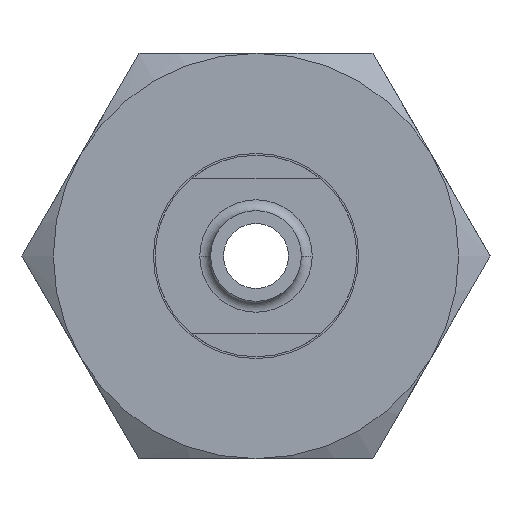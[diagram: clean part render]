
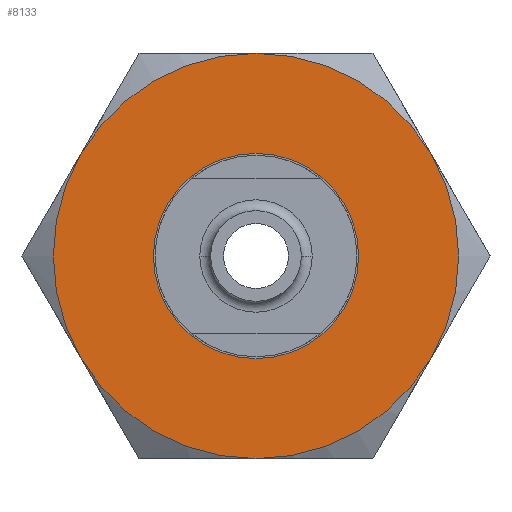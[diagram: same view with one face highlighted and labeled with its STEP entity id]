
A CAD part, left-side view. The second image highlights one B-rep face of the part: STEP entity #8133.
In plain terms, the highlighted planar face has unit normal (-1, 0, 0).
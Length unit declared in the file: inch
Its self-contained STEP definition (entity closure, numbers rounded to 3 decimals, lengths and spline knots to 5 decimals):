
#243 = ORIENTED_EDGE ( 'NONE', *, *, #1923, .F. ) ;
#686 = CIRCLE ( 'NONE', #10056, 0.5625 ) ;
#986 = CARTESIAN_POINT ( 'NONE',  ( -0.9445, 0., 0. ) ) ;
#1229 = DIRECTION ( 'NONE',  ( -1., 0., 0. ) ) ;
#1291 = EDGE_CURVE ( 'NONE', #9266, #9907, #7045, .T. ) ;
#1540 = ORIENTED_EDGE ( 'NONE', *, *, #1291, .F. ) ;
#1923 = EDGE_CURVE ( 'NONE', #12908, #9707, #686, .T. ) ;
#2045 = DIRECTION ( 'NONE',  ( 1., 0., 0. ) ) ;
#2492 = CARTESIAN_POINT ( 'NONE',  ( -0.9445, 0., 0. ) ) ;
#2929 = EDGE_CURVE ( 'NONE', #11576, #9266, #10411, .T. ) ;
#3159 = VERTEX_POINT ( 'NONE', #4714 ) ;
#3240 = AXIS2_PLACEMENT_3D ( 'NONE', #7134, #12432, #5954 ) ;
#3301 = EDGE_CURVE ( 'NONE', #9907, #12908, #5462, .T. ) ;
#3503 = CARTESIAN_POINT ( 'NONE',  ( -0.9445, 0., 0.28475 ) ) ;
#3515 = CARTESIAN_POINT ( 'NONE',  ( -0.9445, 0., -0.5625 ) ) ;
#3583 = CARTESIAN_POINT ( 'NONE',  ( -0.9445, 0., 0. ) ) ;
#3902 = CARTESIAN_POINT ( 'NONE',  ( -0.9445, 0., 0.5625 ) ) ;
#3994 = ORIENTED_EDGE ( 'NONE', *, *, #3301, .F. ) ;
#4008 = EDGE_LOOP ( 'NONE', ( #9832, #243, #3994, #1540, #13595, #11592 ) ) ;
#4072 = DIRECTION ( 'NONE',  ( 0., 0., -1. ) ) ;
#4156 = PLANE ( 'NONE',  #12974 ) ;
#4425 = DIRECTION ( 'NONE',  ( 0., 0., -1. ) ) ;
#4597 = FACE_OUTER_BOUND ( 'NONE', #4008, .T. ) ;
#4714 = CARTESIAN_POINT ( 'NONE',  ( -0.9445, 0., -0.28475 ) ) ;
#4944 = DIRECTION ( 'NONE',  ( 0., 0., -1. ) ) ;
#5115 = AXIS2_PLACEMENT_3D ( 'NONE', #6058, #6003, #4944 ) ;
#5130 = DIRECTION ( 'NONE',  ( 1., 0., 0. ) ) ;
#5158 = DIRECTION ( 'NONE',  ( 0., 0., -1. ) ) ;
#5462 = CIRCLE ( 'NONE', #7792, 0.5625 ) ;
#5479 = DIRECTION ( 'NONE',  ( 1., 0., 0. ) ) ;
#5480 = CARTESIAN_POINT ( 'NONE',  ( -0.9445, 0.48714, -0.28125 ) ) ;
#5713 = DIRECTION ( 'NONE',  ( 0., 0., -1. ) ) ;
#5875 = CIRCLE ( 'NONE', #10260, 0.5625 ) ;
#5954 = DIRECTION ( 'NONE',  ( 0., 0., -1. ) ) ;
#5976 = VERTEX_POINT ( 'NONE', #5480 ) ;
#6003 = DIRECTION ( 'NONE',  ( 1., 0., 0. ) ) ;
#6058 = CARTESIAN_POINT ( 'NONE',  ( -0.9445, 0., 0. ) ) ;
#6090 = AXIS2_PLACEMENT_3D ( 'NONE', #3583, #11021, #7868 ) ;
#6135 = EDGE_CURVE ( 'NONE', #9707, #5976, #11566, .T. ) ;
#6232 = DIRECTION ( 'NONE',  ( 1., 0., 0. ) ) ;
#6527 = AXIS2_PLACEMENT_3D ( 'NONE', #9582, #2045, #12675 ) ;
#6844 = EDGE_CURVE ( 'NONE', #10668, #3159, #13239, .T. ) ;
#7045 = CIRCLE ( 'NONE', #6527, 0.5625 ) ;
#7134 = CARTESIAN_POINT ( 'NONE',  ( -0.9445, 0., 0. ) ) ;
#7436 = CARTESIAN_POINT ( 'NONE',  ( -0.9445, 0., 0. ) ) ;
#7736 = CIRCLE ( 'NONE', #6090, 0.28475 ) ;
#7792 = AXIS2_PLACEMENT_3D ( 'NONE', #986, #6232, #5158 ) ;
#7868 = DIRECTION ( 'NONE',  ( 0., 0., -1. ) ) ;
#8133 = ADVANCED_FACE ( 'NONE', ( #10200, #4597 ), #4156, .T. ) ;
#8247 = EDGE_CURVE ( 'NONE', #3159, #10668, #7736, .T. ) ;
#9000 = ORIENTED_EDGE ( 'NONE', *, *, #6844, .T. ) ;
#9266 = VERTEX_POINT ( 'NONE', #3902 ) ;
#9582 = CARTESIAN_POINT ( 'NONE',  ( -0.9445, 0., 0. ) ) ;
#9584 = EDGE_CURVE ( 'NONE', #5976, #11576, #5875, .T. ) ;
#9645 = EDGE_LOOP ( 'NONE', ( #10138, #9000 ) ) ;
#9707 = VERTEX_POINT ( 'NONE', #3515 ) ;
#9832 = ORIENTED_EDGE ( 'NONE', *, *, #6135, .F. ) ;
#9907 = VERTEX_POINT ( 'NONE', #10254 ) ;
#9970 = DIRECTION ( 'NONE',  ( 1., 0., 0. ) ) ;
#10056 = AXIS2_PLACEMENT_3D ( 'NONE', #2492, #9970, #5713 ) ;
#10138 = ORIENTED_EDGE ( 'NONE', *, *, #8247, .T. ) ;
#10142 = CARTESIAN_POINT ( 'NONE',  ( -0.9445, 0.48714, 0.28125 ) ) ;
#10200 = FACE_BOUND ( 'NONE', #9645, .T. ) ;
#10254 = CARTESIAN_POINT ( 'NONE',  ( -0.9445, -0.48714, 0.28125 ) ) ;
#10260 = AXIS2_PLACEMENT_3D ( 'NONE', #7436, #5479, #4425 ) ;
#10411 = CIRCLE ( 'NONE', #13581, 0.5625 ) ;
#10668 = VERTEX_POINT ( 'NONE', #3503 ) ;
#10802 = CARTESIAN_POINT ( 'NONE',  ( -0.9445, 0.5625, 0. ) ) ;
#10817 = CARTESIAN_POINT ( 'NONE',  ( -0.9445, -0.48714, -0.28125 ) ) ;
#11021 = DIRECTION ( 'NONE',  ( 1., 0., 0. ) ) ;
#11566 = CIRCLE ( 'NONE', #3240, 0.5625 ) ;
#11576 = VERTEX_POINT ( 'NONE', #10142 ) ;
#11592 = ORIENTED_EDGE ( 'NONE', *, *, #9584, .F. ) ;
#11912 = DIRECTION ( 'NONE',  ( 0., 0., 1. ) ) ;
#12432 = DIRECTION ( 'NONE',  ( 1., 0., 0. ) ) ;
#12675 = DIRECTION ( 'NONE',  ( 0., 0., -1. ) ) ;
#12908 = VERTEX_POINT ( 'NONE', #10817 ) ;
#12974 = AXIS2_PLACEMENT_3D ( 'NONE', #10802, #1229, #11912 ) ;
#13239 = CIRCLE ( 'NONE', #5115, 0.28475 ) ;
#13581 = AXIS2_PLACEMENT_3D ( 'NONE', #13604, #5130, #4072 ) ;
#13595 = ORIENTED_EDGE ( 'NONE', *, *, #2929, .F. ) ;
#13604 = CARTESIAN_POINT ( 'NONE',  ( -0.9445, 0., 0. ) ) ;
